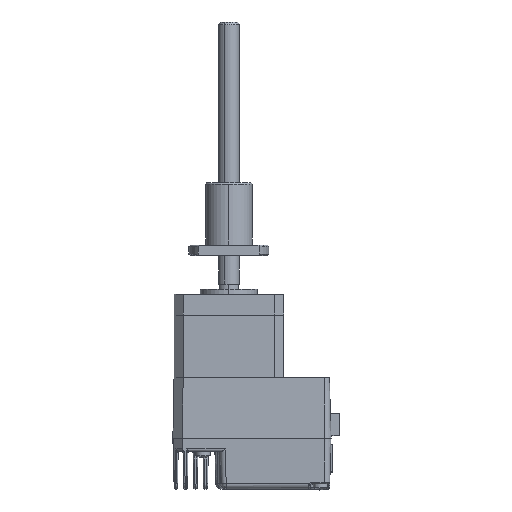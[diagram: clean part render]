
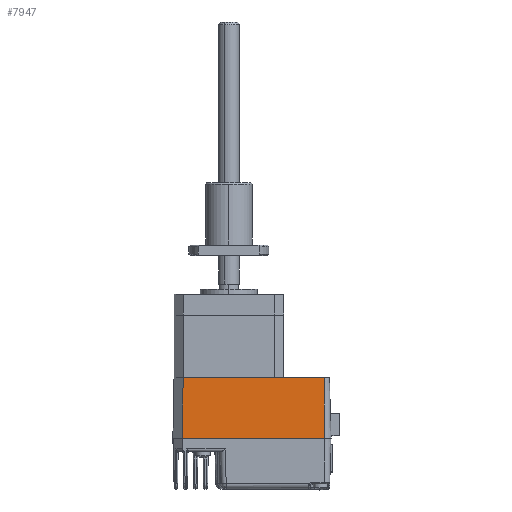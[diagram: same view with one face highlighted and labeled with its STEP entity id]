
A CAD part, top view. The second image highlights one B-rep face of the part: STEP entity #7947.
In plain terms, the highlighted planar face has unit normal (0, 0.026, 1).
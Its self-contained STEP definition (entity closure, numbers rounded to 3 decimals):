
#92 = CARTESIAN_POINT ( 'NONE',  ( -14.336, -74.408, 76.265 ) ) ;
#1331 = DIRECTION ( 'NONE',  ( 0., 1., -0.026 ) ) ;
#1642 = CARTESIAN_POINT ( 'NONE',  ( -14.081, -50.908, 75.65 ) ) ;
#1783 = EDGE_CURVE ( 'NONE', #8439, #4945, #2346, .T. ) ;
#2346 = LINE ( 'NONE', #18548, #5728 ) ;
#2369 = LINE ( 'NONE', #11390, #17671 ) ;
#2812 = DIRECTION ( 'NONE',  ( 1., 0., 0. ) ) ;
#3434 = EDGE_CURVE ( 'NONE', #4945, #12075, #16321, .T. ) ;
#3914 = EDGE_CURVE ( 'NONE', #6090, #8439, #2369, .T. ) ;
#4019 = PLANE ( 'NONE',  #6379 ) ;
#4893 = VECTOR ( 'NONE', #6238, 1000. ) ;
#4945 = VERTEX_POINT ( 'NONE', #12010 ) ;
#5252 = FACE_OUTER_BOUND ( 'NONE', #9045, .T. ) ;
#5467 = DIRECTION ( 'NONE',  ( 0., 0.026, 1. ) ) ;
#5728 = VECTOR ( 'NONE', #1331, 1000. ) ;
#5892 = VECTOR ( 'NONE', #12582, 1000. ) ;
#6090 = VERTEX_POINT ( 'NONE', #92 ) ;
#6238 = DIRECTION ( 'NONE',  ( -1., 0., 0. ) ) ;
#6379 = AXIS2_PLACEMENT_3D ( 'NONE', #9735, #5467, #15491 ) ;
#7947 = ADVANCED_FACE ( 'NONE', ( #5252 ), #4019, .T. ) ;
#8032 = CARTESIAN_POINT ( 'NONE',  ( 40.319, -74.408, 76.265 ) ) ;
#8439 = VERTEX_POINT ( 'NONE', #8032 ) ;
#8865 = ORIENTED_EDGE ( 'NONE', *, *, #16525, .T. ) ;
#9045 = EDGE_LOOP ( 'NONE', ( #14733, #8865, #14123, #17722 ) ) ;
#9735 = CARTESIAN_POINT ( 'NONE',  ( -14.081, -50.908, 75.65 ) ) ;
#11390 = CARTESIAN_POINT ( 'NONE',  ( -14.081, -74.408, 76.265 ) ) ;
#12010 = CARTESIAN_POINT ( 'NONE',  ( 40.319, -50.908, 75.65 ) ) ;
#12075 = VERTEX_POINT ( 'NONE', #1642 ) ;
#12582 = DIRECTION ( 'NONE',  ( -0.011, -1., 0.026 ) ) ;
#13385 = CARTESIAN_POINT ( 'NONE',  ( -14.081, -50.908, 75.65 ) ) ;
#13954 = LINE ( 'NONE', #18308, #5892 ) ;
#14123 = ORIENTED_EDGE ( 'NONE', *, *, #3914, .T. ) ;
#14733 = ORIENTED_EDGE ( 'NONE', *, *, #3434, .T. ) ;
#15491 = DIRECTION ( 'NONE',  ( 0., -1., 0.026 ) ) ;
#16321 = LINE ( 'NONE', #13385, #4893 ) ;
#16525 = EDGE_CURVE ( 'NONE', #12075, #6090, #13954, .T. ) ;
#17671 = VECTOR ( 'NONE', #2812, 1000. ) ;
#17722 = ORIENTED_EDGE ( 'NONE', *, *, #1783, .T. ) ;
#18308 = CARTESIAN_POINT ( 'NONE',  ( -14.081, -50.908, 75.65 ) ) ;
#18548 = CARTESIAN_POINT ( 'NONE',  ( 40.319, -50.908, 75.65 ) ) ;
